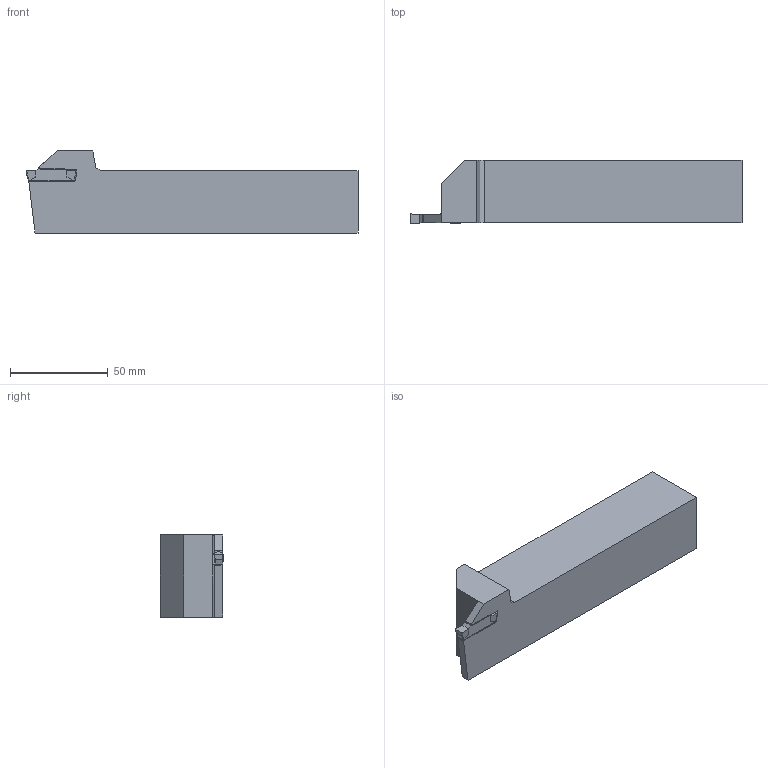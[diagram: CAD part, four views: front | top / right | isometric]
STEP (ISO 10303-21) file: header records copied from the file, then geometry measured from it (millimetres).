
FILE_DESCRIPTION(/* description */ (''),/* implementation_level */ '2;1');
FILE_NAME(/* name */ 'ADKT-K-R-3232-5-T15.stp',/* time_stamp */ '2023-10-18T21:25:30+03:00',/* author */ (''),/* organization */ (''),/* preprocessor_version */ 'ST-DEVELOPER v19.4',/* originating_system */ 'SIEMENS PLM Software NX2306.3001',/* authorisation */ '');
FILE_SCHEMA (('AUTOMOTIVE_DESIGN { 1 0 10303 214 3 1 1 1 }'));
Length unit declared in the file: millimetre
Products named in the file (1): ADKT-K-R-3232-5-T15
Bounding box: 170 x 32.41 x 42 mm (x, y, z)
Volume: 162881.5 mm3; surface area: 23893.7 mm2
Topology: 2 solids, 2 shells, 66 faces, 174 edges, 112 vertices
Faces by surface type: plane 46, cylinder 16, torus 4
Entity records: 2565 total; most frequent: CARTESIAN_POINT 413, ORIENTED_EDGE 348, DIRECTION 343, EDGE_CURVE 174, LINE 131, VECTOR 131, VERTEX_POINT 112, AXIS2_PLACEMENT_3D 106
